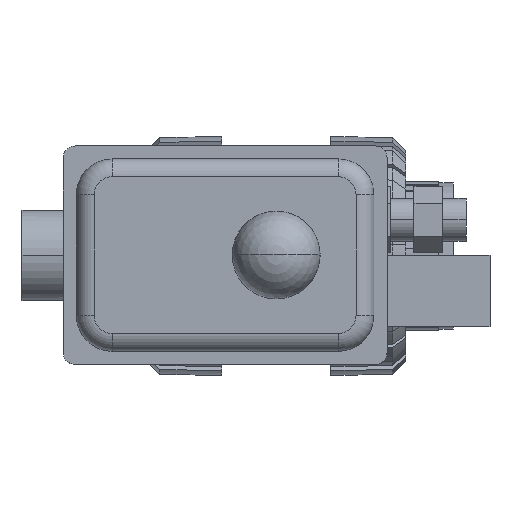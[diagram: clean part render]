
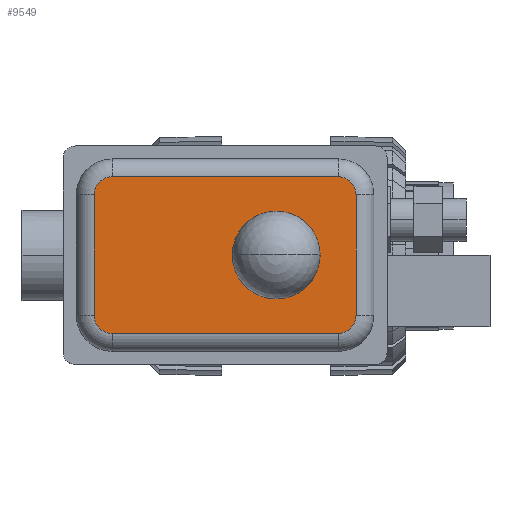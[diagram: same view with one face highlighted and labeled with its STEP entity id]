
A CAD part, top view. The second image highlights one B-rep face of the part: STEP entity #9549.
In plain terms, the highlighted planar face has unit normal (0, 0, 1).
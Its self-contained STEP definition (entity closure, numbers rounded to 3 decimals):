
#4189=EDGE_CURVE('',#9729,#9533,#11902,.T.);
#4287=VERTEX_POINT('',#12010);
#4347=VERTEX_POINT('',#12075);
#4439=VERTEX_POINT('',#12176);
#4743=EDGE_CURVE('',#9533,#9729,#12515,.T.);
#4863=EDGE_CURVE('',#4287,#7845,#12648,.T.);
#5219=EDGE_CURVE('',#4347,#4439,#13037,.T.);
#6545=EDGE_CURVE('',#7855,#9115,#14481,.T.);
#6967=EDGE_CURVE('',#9115,#10021,#14940,.T.);
#6987=EDGE_CURVE('',#7855,#4439,#14961,.T.);
#7677=EDGE_CURVE('',#7845,#4347,#15716,.T.);
#7845=VERTEX_POINT('',#15902);
#7855=VERTEX_POINT('',#15912);
#9115=VERTEX_POINT('',#17299);
#9533=VERTEX_POINT('',#17752);
#9549=ADVANCED_FACE('',(#17771,#17772),#17773,.T.);
#9729=VERTEX_POINT('',#17971);
#9933=EDGE_CURVE('',#9973,#4287,#18198,.T.);
#9973=VERTEX_POINT('',#18241);
#10021=VERTEX_POINT('',#18291);
#11219=EDGE_CURVE('',#10021,#9973,#19602,.T.);
#11902=CIRCLE('',#20505,5.0);
#12010=CARTESIAN_POINT('',(-69.1,-32.95,287.501));
#12075=CARTESIAN_POINT('',(-76.6,25.45,287.501));
#12176=CARTESIAN_POINT('',(-69.1,32.95,287.501));
#12515=CIRCLE('',#21532,5.0);
#12648=CIRCLE('',#21739,7.5);
#13037=CIRCLE('',#22332,7.5);
#14481=CIRCLE('',#24899,7.5);
#14940=LINE('',#25654,#25655);
#14961=LINE('',#25714,#25715);
#15716=LINE('',#27020,#27021);
#15902=CARTESIAN_POINT('',(-76.6,-25.45,287.501));
#15912=CARTESIAN_POINT('',(26.1,32.95,287.501));
#17299=CARTESIAN_POINT('',(33.6,25.45,287.501));
#17752=CARTESIAN_POINT('',(5.0,0.,287.501));
#17771=FACE_BOUND('',#30341,.T.);
#17772=FACE_OUTER_BOUND('',#30342,.T.);
#17773=PLANE('',#30343);
#17971=CARTESIAN_POINT('',(-5.0,0.,287.501));
#18198=LINE('',#31022,#31023);
#18241=CARTESIAN_POINT('',(26.1,-32.95,287.501));
#18291=CARTESIAN_POINT('',(33.6,-25.45,287.501));
#19602=CIRCLE('',#33422,7.5);
#20505=AXIS2_PLACEMENT_3D('',#34390,#34391,#34392);
#21532=AXIS2_PLACEMENT_3D('',#35100,#35101,#35102);
#21739=AXIS2_PLACEMENT_3D('',#35266,#35267,#35268);
#22332=AXIS2_PLACEMENT_3D('',#35773,#35774,#35775);
#24899=AXIS2_PLACEMENT_3D('',#37231,#37232,#37233);
#25654=CARTESIAN_POINT('',(33.6,25.45,287.501));
#25655=VECTOR('',#37700,1.0);
#25714=CARTESIAN_POINT('',(26.1,32.95,287.501));
#25715=VECTOR('',#37713,1.0);
#27020=CARTESIAN_POINT('',(-76.6,-25.45,287.501));
#27021=VECTOR('',#38515,1.0);
#30341=EDGE_LOOP('',(#40937,#40938));
#30342=EDGE_LOOP('',(#40939,#40940,#40941,#40942,#40943,#40944,#40945,#40946));
#30343=AXIS2_PLACEMENT_3D('',#40947,#40948,#40949);
#31022=CARTESIAN_POINT('',(26.1,-32.95,287.501));
#31023=VECTOR('',#41426,1.0);
#33422=AXIS2_PLACEMENT_3D('',#43057,#43058,#43059);
#34390=CARTESIAN_POINT('',(0.0,0.0,287.501));
#34391=DIRECTION('',(-0.0,0.0,-1.0));
#34392=DIRECTION('',(-1.0,0.0,0.0));
#35100=CARTESIAN_POINT('',(0.0,0.0,287.501));
#35101=DIRECTION('',(-0.0,0.0,-1.0));
#35102=DIRECTION('',(-1.0,0.0,0.0));
#35266=CARTESIAN_POINT('',(-69.1,-25.45,287.501));
#35267=DIRECTION('',(0.0,0.0,-1.0));
#35268=DIRECTION('',(-1.0,0.0,0.0));
#35773=CARTESIAN_POINT('',(-69.1,25.45,287.501));
#35774=DIRECTION('',(0.0,0.0,-1.0));
#35775=DIRECTION('',(-1.0,0.0,0.0));
#37231=CARTESIAN_POINT('',(26.1,25.45,287.501));
#37232=DIRECTION('',(0.0,0.0,-1.0));
#37233=DIRECTION('',(-1.0,0.0,0.0));
#37700=DIRECTION('',(0.0,-1.0,0.0));
#37713=DIRECTION('',(-1.0,0.0,0.0));
#38515=DIRECTION('',(0.0,1.0,0.0));
#40937=ORIENTED_EDGE('',*,*,#4743,.T.);
#40938=ORIENTED_EDGE('',*,*,#4189,.T.);
#40939=ORIENTED_EDGE('',*,*,#4863,.F.);
#40940=ORIENTED_EDGE('',*,*,#9933,.F.);
#40941=ORIENTED_EDGE('',*,*,#11219,.F.);
#40942=ORIENTED_EDGE('',*,*,#6967,.F.);
#40943=ORIENTED_EDGE('',*,*,#6545,.F.);
#40944=ORIENTED_EDGE('',*,*,#6987,.T.);
#40945=ORIENTED_EDGE('',*,*,#5219,.F.);
#40946=ORIENTED_EDGE('',*,*,#7677,.F.);
#40947=CARTESIAN_POINT('',(-72.85,25.45,287.501));
#40948=DIRECTION('',(0.0,0.0,1.0));
#40949=DIRECTION('',(1.0,0.0,0.0));
#41426=DIRECTION('',(-1.0,0.0,0.0));
#43057=CARTESIAN_POINT('',(26.1,-25.45,287.501));
#43058=DIRECTION('',(0.0,0.0,-1.0));
#43059=DIRECTION('',(-1.0,0.0,0.0));
